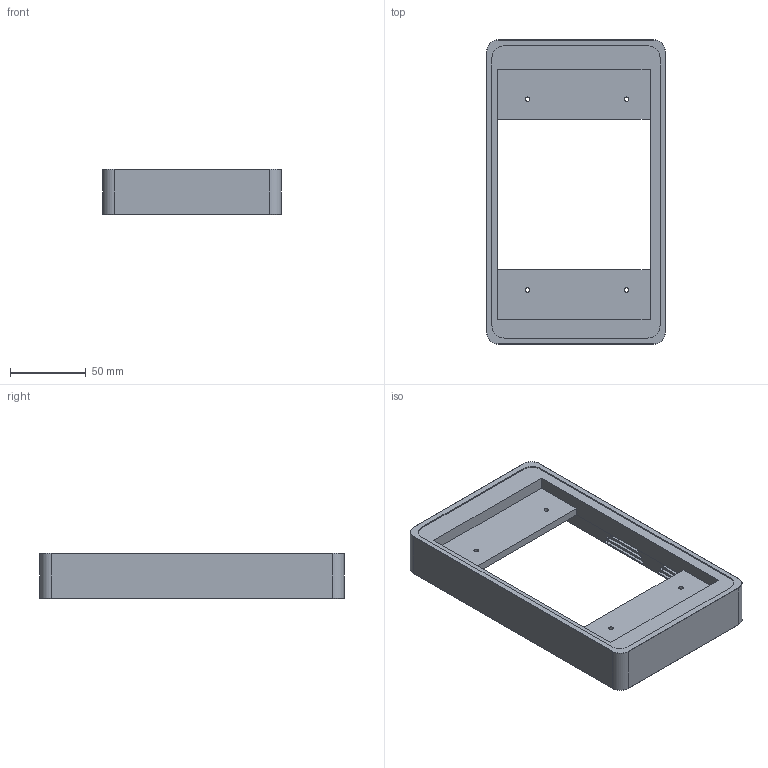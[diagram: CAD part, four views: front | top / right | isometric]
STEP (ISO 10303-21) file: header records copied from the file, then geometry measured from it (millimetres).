
FILE_DESCRIPTION(/* description */ (''),/* implementation_level */ '2;1');
FILE_NAME(/* name */ 'Top Half v1.step',/* time_stamp */ '2020-05-19T10:12:07-06:00',/* author */ (''),/* organization */ (''),/* preprocessor_version */ 'ST-DEVELOPER v18.1',/* originating_system */ 'Autodesk Translation Framework v9.3.0.1241',/* authorisation */ '');
FILE_SCHEMA (('AUTOMOTIVE_DESIGN { 1 0 10303 214 3 1 1 }'));
Length unit declared in the file: millimetre
Products named in the file (1): Top Half
Bounding box: 118 x 201 x 30 mm (x, y, z)
Volume: 171212.5 mm3; surface area: 63793.5 mm2
Topology: 1 solids, 1 shells, 140 faces, 380 edges, 244 vertices
Faces by surface type: cylinder 72, plane 52, cone 16
Full cylindrical faces by diameter (mm): 3 x4, 3.2 x4, 4 x4
Entity records: 4524 total; most frequent: DIRECTION 814, CARTESIAN_POINT 761, ORIENTED_EDGE 752, EDGE_CURVE 376, AXIS2_PLACEMENT_3D 297, VERTEX_POINT 244, LINE 220, VECTOR 220
